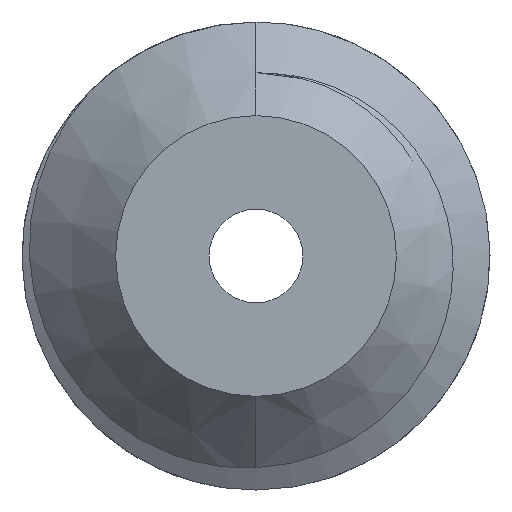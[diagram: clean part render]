
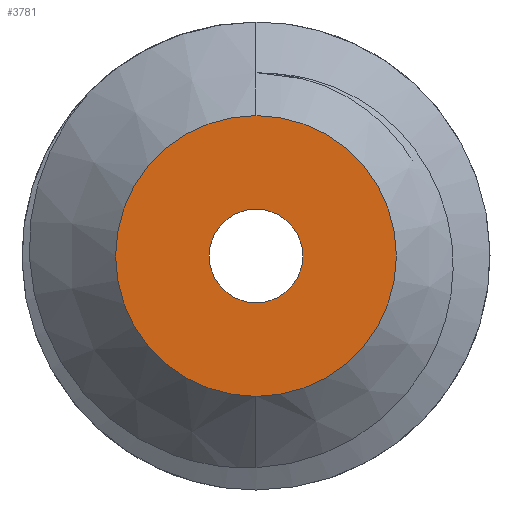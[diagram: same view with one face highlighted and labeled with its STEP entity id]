
A CAD part, left-side view. The second image highlights one B-rep face of the part: STEP entity #3781.
In plain terms, the highlighted planar face has unit normal (-1, 0, 0).
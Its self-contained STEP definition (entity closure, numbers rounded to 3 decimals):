
#32 = FACE_OUTER_BOUND ( 'NONE', #7115, .T. ) ;
#399 = ORIENTED_EDGE ( 'NONE', *, *, #8054, .T. ) ;
#513 = DIRECTION ( 'NONE',  ( 0., 0., -1. ) ) ;
#523 = AXIS2_PLACEMENT_3D ( 'NONE', #5423, #6638, #8871 ) ;
#560 = AXIS2_PLACEMENT_3D ( 'NONE', #2232, #5050, #1626 ) ;
#926 = CIRCLE ( 'NONE', #4479, 3. ) ;
#1047 = CARTESIAN_POINT ( 'NONE',  ( -35., 0., 0. ) ) ;
#1441 = AXIS2_PLACEMENT_3D ( 'NONE', #3435, #4128, #8363 ) ;
#1626 = DIRECTION ( 'NONE',  ( 0., 0., -1. ) ) ;
#2232 = CARTESIAN_POINT ( 'NONE',  ( -35., 0., 0. ) ) ;
#2363 = DIRECTION ( 'NONE',  ( -1., 0., 0. ) ) ;
#2522 = VERTEX_POINT ( 'NONE', #3866 ) ;
#2659 = DIRECTION ( 'NONE',  ( 1., 0., 0. ) ) ;
#2764 = CARTESIAN_POINT ( 'NONE',  ( -35., 0., 3. ) ) ;
#3064 = FACE_BOUND ( 'NONE', #6269, .T. ) ;
#3435 = CARTESIAN_POINT ( 'NONE',  ( -35., 0., 0. ) ) ;
#3763 = VERTEX_POINT ( 'NONE', #7321 ) ;
#3775 = CIRCLE ( 'NONE', #6890, 1. ) ;
#3781 = ADVANCED_FACE ( 'NONE', ( #32, #3064 ), #8583, .F. ) ;
#3866 = CARTESIAN_POINT ( 'NONE',  ( -35., 0., 1. ) ) ;
#4128 = DIRECTION ( 'NONE',  ( -1., 0., 0. ) ) ;
#4213 = ORIENTED_EDGE ( 'NONE', *, *, #4516, .T. ) ;
#4479 = AXIS2_PLACEMENT_3D ( 'NONE', #1047, #2363, #6526 ) ;
#4516 = EDGE_CURVE ( 'NONE', #6227, #3763, #8865, .T. ) ;
#4861 = CARTESIAN_POINT ( 'NONE',  ( -35., 0., 0. ) ) ;
#5050 = DIRECTION ( 'NONE',  ( 1., 0., 0. ) ) ;
#5423 = CARTESIAN_POINT ( 'NONE',  ( -35., 0., 0. ) ) ;
#5489 = CARTESIAN_POINT ( 'NONE',  ( -35., 0., -1. ) ) ;
#5743 = ORIENTED_EDGE ( 'NONE', *, *, #7697, .T. ) ;
#6227 = VERTEX_POINT ( 'NONE', #2764 ) ;
#6269 = EDGE_LOOP ( 'NONE', ( #5743, #6924 ) ) ;
#6526 = DIRECTION ( 'NONE',  ( 0., 0., -1. ) ) ;
#6593 = CIRCLE ( 'NONE', #523, 1. ) ;
#6638 = DIRECTION ( 'NONE',  ( 1., 0., 0. ) ) ;
#6890 = AXIS2_PLACEMENT_3D ( 'NONE', #4861, #2659, #513 ) ;
#6924 = ORIENTED_EDGE ( 'NONE', *, *, #7575, .T. ) ;
#7115 = EDGE_LOOP ( 'NONE', ( #399, #4213 ) ) ;
#7321 = CARTESIAN_POINT ( 'NONE',  ( -35., 0., -3. ) ) ;
#7575 = EDGE_CURVE ( 'NONE', #2522, #8548, #6593, .T. ) ;
#7697 = EDGE_CURVE ( 'NONE', #8548, #2522, #3775, .T. ) ;
#8054 = EDGE_CURVE ( 'NONE', #3763, #6227, #926, .T. ) ;
#8363 = DIRECTION ( 'NONE',  ( 0., 0., -1. ) ) ;
#8548 = VERTEX_POINT ( 'NONE', #5489 ) ;
#8583 = PLANE ( 'NONE',  #560 ) ;
#8865 = CIRCLE ( 'NONE', #1441, 3. ) ;
#8871 = DIRECTION ( 'NONE',  ( 0., 0., -1. ) ) ;
